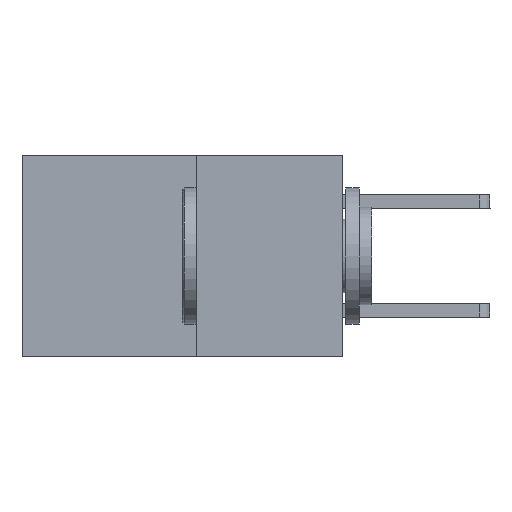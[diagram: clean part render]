
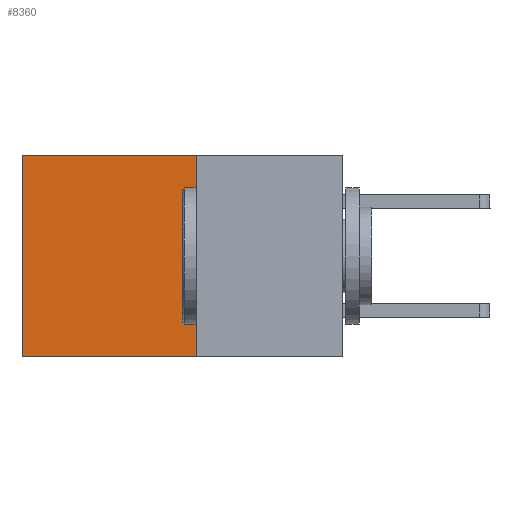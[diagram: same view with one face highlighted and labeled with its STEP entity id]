
A CAD part, left-side view. The second image highlights one B-rep face of the part: STEP entity #8360.
In plain terms, the highlighted planar face has unit normal (-1, 0, 0).
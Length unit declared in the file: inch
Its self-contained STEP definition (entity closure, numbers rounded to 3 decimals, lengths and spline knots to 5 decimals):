
#234 = EDGE_CURVE ( 'NONE', #2205, #3110, #8779, .T. ) ;
#892 = CARTESIAN_POINT ( 'NONE',  ( 0.277, 0.27, -0.37 ) ) ;
#1185 = CARTESIAN_POINT ( 'NONE',  ( 0.277, 0.27, 0. ) ) ;
#1722 = DIRECTION ( 'NONE',  ( 0., 1., 0. ) ) ;
#2205 = VERTEX_POINT ( 'NONE', #892 ) ;
#2317 = ORIENTED_EDGE ( 'NONE', *, *, #3275, .T. ) ;
#2685 = EDGE_CURVE ( 'NONE', #7205, #2205, #5190, .T. ) ;
#2756 = ORIENTED_EDGE ( 'NONE', *, *, #234, .F. ) ;
#2776 = CARTESIAN_POINT ( 'NONE',  ( 0.277, 0.27, 0. ) ) ;
#2819 = CARTESIAN_POINT ( 'NONE',  ( 0.277, 0.59, -0.37 ) ) ;
#2853 = VECTOR ( 'NONE', #6309, 39.37008 ) ;
#3110 = VERTEX_POINT ( 'NONE', #7842 ) ;
#3275 = EDGE_CURVE ( 'NONE', #7205, #10169, #4348, .T. ) ;
#3908 = PLANE ( 'NONE',  #10162 ) ;
#4337 = CARTESIAN_POINT ( 'NONE',  ( 0.277, 0.59, 0. ) ) ;
#4348 = LINE ( 'NONE', #2776, #8792 ) ;
#4789 = DIRECTION ( 'NONE',  ( 1., 0., 0. ) ) ;
#4996 = VECTOR ( 'NONE', #8150, 39.37008 ) ;
#5190 = LINE ( 'NONE', #5412, #2853 ) ;
#5412 = CARTESIAN_POINT ( 'NONE',  ( 0.277, 0.27, -0.37 ) ) ;
#6309 = DIRECTION ( 'NONE',  ( 0., 0., -1. ) ) ;
#7205 = VERTEX_POINT ( 'NONE', #1185 ) ;
#7242 = DIRECTION ( 'NONE',  ( 0., 1., 0. ) ) ;
#7407 = LINE ( 'NONE', #2819, #4996 ) ;
#7842 = CARTESIAN_POINT ( 'NONE',  ( 0.277, 0.59, -0.37 ) ) ;
#8150 = DIRECTION ( 'NONE',  ( 0., 0., -1. ) ) ;
#8285 = CARTESIAN_POINT ( 'NONE',  ( 0.277, 0.27, -0.37 ) ) ;
#8360 = ADVANCED_FACE ( 'NONE', ( #9451 ), #3908, .F. ) ;
#8779 = LINE ( 'NONE', #8285, #10815 ) ;
#8792 = VECTOR ( 'NONE', #1722, 39.37008 ) ;
#8913 = EDGE_CURVE ( 'NONE', #10169, #3110, #7407, .T. ) ;
#8990 = ORIENTED_EDGE ( 'NONE', *, *, #8913, .T. ) ;
#9451 = FACE_OUTER_BOUND ( 'NONE', #9930, .T. ) ;
#9930 = EDGE_LOOP ( 'NONE', ( #8990, #2756, #10884, #2317 ) ) ;
#10089 = CARTESIAN_POINT ( 'NONE',  ( 0.277, 0.27, -0.37 ) ) ;
#10162 = AXIS2_PLACEMENT_3D ( 'NONE', #10089, #4789, #10938 ) ;
#10169 = VERTEX_POINT ( 'NONE', #4337 ) ;
#10815 = VECTOR ( 'NONE', #7242, 39.37008 ) ;
#10884 = ORIENTED_EDGE ( 'NONE', *, *, #2685, .F. ) ;
#10938 = DIRECTION ( 'NONE',  ( 0., 0., -1. ) ) ;
